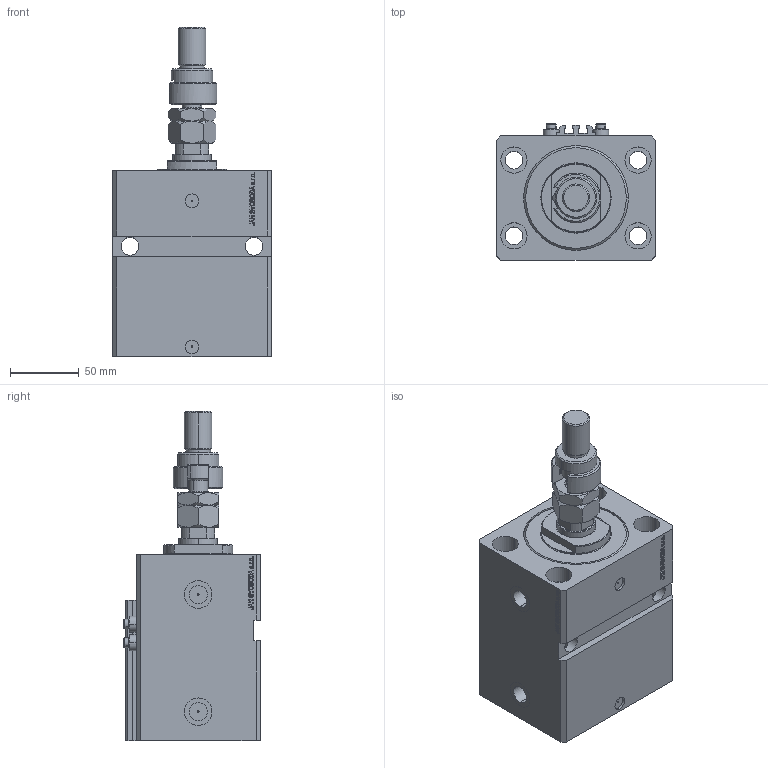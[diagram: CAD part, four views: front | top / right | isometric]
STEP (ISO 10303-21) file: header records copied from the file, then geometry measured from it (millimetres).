
FILE_DESCRIPTION (( 'STEP AP203' ), '1' );
FILE_NAME ('4d34.STEP', '2022-04-09T13:24:54', ( '' ), ( '' ), 'SwSTEP 2.0', 'SolidWorks 2019', '' );
FILE_SCHEMA (( 'CONFIG_CONTROL_DESIGN' ));
Length unit declared in the file: millimetre
Products named in the file (8): 4d34; ALLEN BOLT V250CE 7a1e52b9c1b2e093eebd27383889a483; V250CE_VC_E 7a1e52b9c1b2e093eebd27383889a483; V250CE_C_VCP 7a1e52b9c1b2e093eebd27383889a483; DFA 7a1e52b9c1b2e093eebd27383889a483; V250CE_E_Body 7a1e52b9c1b2e093eebd27383889a483; MFA 7a1e52b9c1b2e093eebd27383889a483; FEMALE_PART_FOR_DFA 7a1e52b9c1b2e093eebd27383889a483
Assembly tree (10 placements, depth 3):
  4d34
    V250CE_E_Body 7a1e52b9c1b2e093eebd27383889a483
    ALLEN BOLT V250CE 7a1e52b9c1b2e093eebd27383889a483  x4
    V250CE_C_VCP 7a1e52b9c1b2e093eebd27383889a483
    V250CE_VC_E 7a1e52b9c1b2e093eebd27383889a483
    DFA 7a1e52b9c1b2e093eebd27383889a483
      FEMALE_PART_FOR_DFA 7a1e52b9c1b2e093eebd27383889a483
      MFA 7a1e52b9c1b2e093eebd27383889a483
Bounding box: 115 x 99 x 238.9 mm (x, y, z)
Volume: 1222591.1 mm3; surface area: 199482.6 mm2
Topology: 10 solids, 10 shells, 1208 faces, 2998 edges, 1935 vertices
Faces by surface type: plane 575, bspline 368, cylinder 151, cone 96, torus 18
Entity records: 52035 total; most frequent: CARTESIAN_POINT 26444, ORIENTED_EDGE 5686, DIRECTION 3871, EDGE_CURVE 2843, VERTEX_POINT 1851, VECTOR 1683, LINE 1683, EDGE_LOOP 1280
